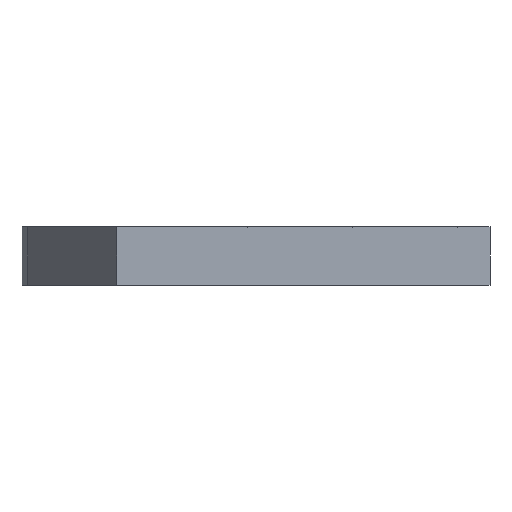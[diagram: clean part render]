
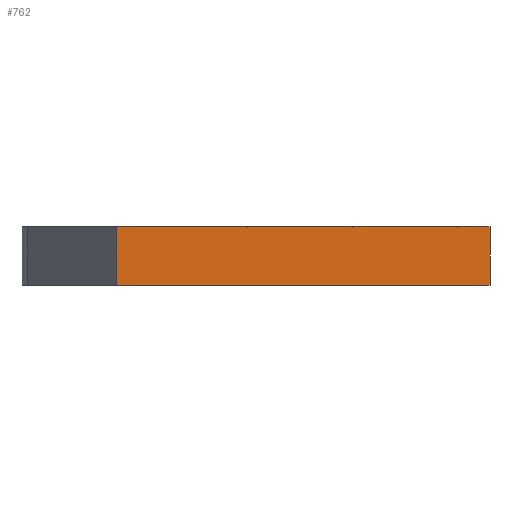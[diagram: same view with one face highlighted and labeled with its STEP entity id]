
A CAD part, left-side view. The second image highlights one B-rep face of the part: STEP entity #762.
In plain terms, the highlighted planar face has unit normal (-1, 0, 0).
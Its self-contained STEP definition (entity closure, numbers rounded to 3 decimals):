
#38 = FACE_OUTER_BOUND ( 'NONE', #1124, .T. ) ;
#53 = PLANE ( 'NONE',  #432 ) ;
#79 = VECTOR ( 'NONE', #663, 1000. ) ;
#164 = EDGE_CURVE ( 'NONE', #1033, #1525, #171, .T. ) ;
#165 = VECTOR ( 'NONE', #1365, 1000. ) ;
#171 = LINE ( 'NONE', #643, #79 ) ;
#180 = DIRECTION ( 'NONE',  ( 0., 0., 1. ) ) ;
#296 = DIRECTION ( 'NONE',  ( 0., 1., 0. ) ) ;
#315 = EDGE_CURVE ( 'NONE', #1316, #1525, #326, .T. ) ;
#326 = LINE ( 'NONE', #946, #1307 ) ;
#432 = AXIS2_PLACEMENT_3D ( 'NONE', #981, #1247, #180 ) ;
#451 = ORIENTED_EDGE ( 'NONE', *, *, #164, .T. ) ;
#552 = CARTESIAN_POINT ( 'NONE',  ( -224.169, 127.723, 0. ) ) ;
#589 = VERTEX_POINT ( 'NONE', #1070 ) ;
#643 = CARTESIAN_POINT ( 'NONE',  ( -224.169, 127.723, 12.7 ) ) ;
#663 = DIRECTION ( 'NONE',  ( 0., 0., -1. ) ) ;
#672 = LINE ( 'NONE', #1134, #1422 ) ;
#685 = LINE ( 'NONE', #1420, #165 ) ;
#714 = CARTESIAN_POINT ( 'NONE',  ( -224.169, 46.305, 0. ) ) ;
#717 = ORIENTED_EDGE ( 'NONE', *, *, #1471, .T. ) ;
#762 = ADVANCED_FACE ( 'NONE', ( #38 ), #53, .T. ) ;
#916 = EDGE_CURVE ( 'NONE', #589, #1316, #685, .T. ) ;
#946 = CARTESIAN_POINT ( 'NONE',  ( -224.169, 46.305, 0. ) ) ;
#981 = CARTESIAN_POINT ( 'NONE',  ( -224.169, 46.305, 12.7 ) ) ;
#1033 = VERTEX_POINT ( 'NONE', #1486 ) ;
#1049 = ORIENTED_EDGE ( 'NONE', *, *, #315, .F. ) ;
#1070 = CARTESIAN_POINT ( 'NONE',  ( -224.169, 46.305, 12.7 ) ) ;
#1124 = EDGE_LOOP ( 'NONE', ( #1049, #1454, #717, #451 ) ) ;
#1134 = CARTESIAN_POINT ( 'NONE',  ( -224.169, 46.305, 12.7 ) ) ;
#1247 = DIRECTION ( 'NONE',  ( -1., 0., 0. ) ) ;
#1307 = VECTOR ( 'NONE', #1442, 1000. ) ;
#1316 = VERTEX_POINT ( 'NONE', #714 ) ;
#1365 = DIRECTION ( 'NONE',  ( 0., 0., -1. ) ) ;
#1420 = CARTESIAN_POINT ( 'NONE',  ( -224.169, 46.305, 12.7 ) ) ;
#1422 = VECTOR ( 'NONE', #296, 1000. ) ;
#1442 = DIRECTION ( 'NONE',  ( 0., 1., 0. ) ) ;
#1454 = ORIENTED_EDGE ( 'NONE', *, *, #916, .F. ) ;
#1471 = EDGE_CURVE ( 'NONE', #589, #1033, #672, .T. ) ;
#1486 = CARTESIAN_POINT ( 'NONE',  ( -224.169, 127.723, 12.7 ) ) ;
#1525 = VERTEX_POINT ( 'NONE', #552 ) ;
